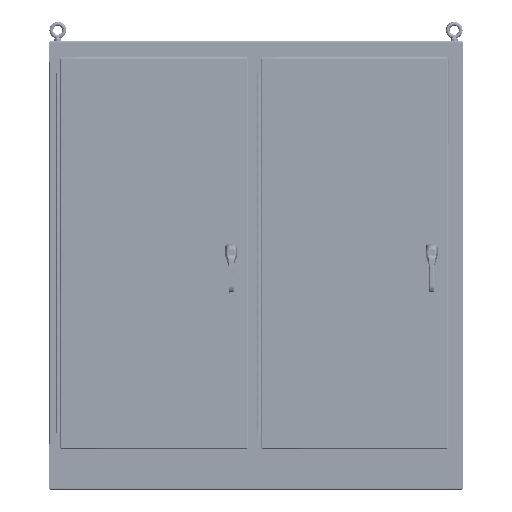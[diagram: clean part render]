
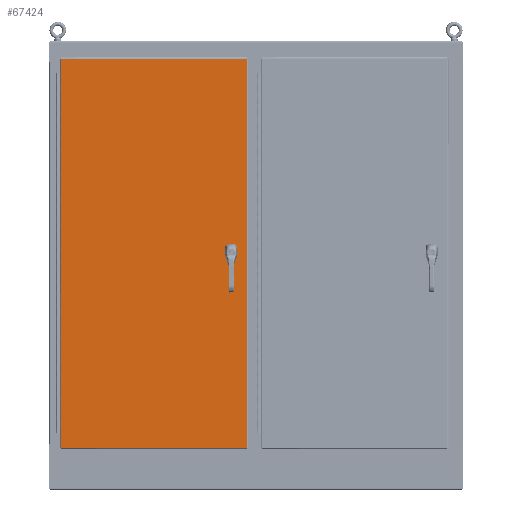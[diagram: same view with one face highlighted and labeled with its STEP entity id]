
A CAD part, top view. The second image highlights one B-rep face of the part: STEP entity #67424.
In plain terms, the highlighted planar face has unit normal (0, 0, 1).
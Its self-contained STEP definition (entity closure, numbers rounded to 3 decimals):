
#4762=FACE_BOUND($,#15407,.T.);
#4763=FACE_BOUND($,#15408,.T.);
#4764=FACE_BOUND($,#15409,.T.);
#4765=FACE_BOUND($,#15410,.T.);
#4766=FACE_BOUND($,#15411,.T.);
#6089=CIRCLE($,#72885,0.453);
#6091=CIRCLE($,#72889,0.453);
#6093=CIRCLE($,#72893,0.453);
#6095=CIRCLE($,#72897,0.453);
#6097=CIRCLE($,#72900,0.141);
#6099=CIRCLE($,#72903,0.141);
#6101=CIRCLE($,#72906,0.141);
#15407=EDGE_LOOP($,(#50909,#50910,#50911,#50912,#50913,#50914,#50915,#50916));
#15408=EDGE_LOOP($,(#50917));
#15409=EDGE_LOOP($,(#50918));
#15410=EDGE_LOOP($,(#50919));
#15411=EDGE_LOOP($,(#50920,#50921,#50922,#50923));
#20427=LINE($,#114788,#25504);
#20431=LINE($,#114800,#25508);
#20435=LINE($,#114812,#25512);
#20439=LINE($,#114824,#25516);
#20458=LINE($,#114892,#25535);
#20470=LINE($,#115006,#25547);
#20485=LINE($,#115126,#25562);
#20500=LINE($,#115245,#25577);
#25504=VECTOR($,#84910,0.427);
#25508=VECTOR($,#84922,0.427);
#25512=VECTOR($,#84934,0.427);
#25516=VECTOR($,#84946,0.427);
#25535=VECTOR($,#85001,62.563);
#25547=VECTOR($,#85025,29.813);
#25562=VECTOR($,#85054,62.563);
#25577=VECTOR($,#85083,29.813);
#30851=VERTEX_POINT($,#114785);
#30852=VERTEX_POINT($,#114787);
#30854=VERTEX_POINT($,#114793);
#30856=VERTEX_POINT($,#114799);
#30858=VERTEX_POINT($,#114805);
#30860=VERTEX_POINT($,#114811);
#30862=VERTEX_POINT($,#114817);
#30864=VERTEX_POINT($,#114823);
#30866=VERTEX_POINT($,#114832);
#30868=VERTEX_POINT($,#114837);
#30870=VERTEX_POINT($,#114842);
#30884=VERTEX_POINT($,#114880);
#30885=VERTEX_POINT($,#114891);
#30893=VERTEX_POINT($,#114995);
#30903=VERTEX_POINT($,#115115);
#37970=EDGE_CURVE($,#30852,#30851,#20427,.T.);
#37973=EDGE_CURVE($,#30854,#30852,#6089,.T.);
#37976=EDGE_CURVE($,#30856,#30854,#20431,.T.);
#37979=EDGE_CURVE($,#30858,#30856,#6091,.T.);
#37982=EDGE_CURVE($,#30860,#30858,#20435,.T.);
#37985=EDGE_CURVE($,#30862,#30860,#6093,.T.);
#37988=EDGE_CURVE($,#30864,#30862,#20439,.T.);
#37991=EDGE_CURVE($,#30851,#30864,#6095,.T.);
#37993=EDGE_CURVE($,#30866,#30866,#6097,.T.);
#37995=EDGE_CURVE($,#30868,#30868,#6099,.T.);
#37997=EDGE_CURVE($,#30870,#30870,#6101,.T.);
#38016=EDGE_CURVE($,#30885,#30884,#20458,.T.);
#38032=EDGE_CURVE($,#30884,#30893,#20470,.T.);
#38051=EDGE_CURVE($,#30893,#30903,#20485,.T.);
#38070=EDGE_CURVE($,#30903,#30885,#20500,.T.);
#50909=ORIENTED_EDGE($,*,*,#37970,.T.);
#50910=ORIENTED_EDGE($,*,*,#37991,.T.);
#50911=ORIENTED_EDGE($,*,*,#37988,.T.);
#50912=ORIENTED_EDGE($,*,*,#37985,.T.);
#50913=ORIENTED_EDGE($,*,*,#37982,.T.);
#50914=ORIENTED_EDGE($,*,*,#37979,.T.);
#50915=ORIENTED_EDGE($,*,*,#37976,.T.);
#50916=ORIENTED_EDGE($,*,*,#37973,.T.);
#50917=ORIENTED_EDGE($,*,*,#37993,.T.);
#50918=ORIENTED_EDGE($,*,*,#37995,.T.);
#50919=ORIENTED_EDGE($,*,*,#37997,.T.);
#50920=ORIENTED_EDGE($,*,*,#38016,.T.);
#50921=ORIENTED_EDGE($,*,*,#38032,.T.);
#50922=ORIENTED_EDGE($,*,*,#38051,.T.);
#50923=ORIENTED_EDGE($,*,*,#38070,.T.);
#65080=PLANE($,#72939);
#67424=ADVANCED_FACE($,(#4762,#4763,#4764,#4765,#4766),#65080,.T.);
#72885=AXIS2_PLACEMENT_3D($,#114794,#84916,#84917);
#72889=AXIS2_PLACEMENT_3D($,#114806,#84928,#84929);
#72893=AXIS2_PLACEMENT_3D($,#114818,#84940,#84941);
#72897=AXIS2_PLACEMENT_3D($,#114828,#84952,#84953);
#72900=AXIS2_PLACEMENT_3D($,#114833,#84958,#84959);
#72903=AXIS2_PLACEMENT_3D($,#114838,#84964,#84965);
#72906=AXIS2_PLACEMENT_3D($,#114843,#84970,#84971);
#72939=AXIS2_PLACEMENT_3D($,#115348,#85108,#85109);
#84910=DIRECTION($,(0.,1.,0.));
#84916=DIRECTION('center_axis',(0.,0.,-1.));
#84917=DIRECTION('ref_axis',(-0.882,-0.471,0.));
#84922=DIRECTION($,(-1.,0.,0.));
#84928=DIRECTION('center_axis',(0.,0.,-1.));
#84929=DIRECTION('ref_axis',(0.471,-0.882,0.));
#84934=DIRECTION($,(0.,-1.,0.));
#84940=DIRECTION('center_axis',(0.,0.,-1.));
#84941=DIRECTION('ref_axis',(0.882,0.471,0.));
#84946=DIRECTION($,(1.,0.,0.));
#84952=DIRECTION('center_axis',(0.,0.,-1.));
#84953=DIRECTION('ref_axis',(-0.471,0.882,0.));
#84958=DIRECTION('center_axis',(0.,0.,-1.));
#84959=DIRECTION('ref_axis',(-1.,0.,0.));
#84964=DIRECTION('center_axis',(0.,0.,-1.));
#84965=DIRECTION('ref_axis',(-1.,0.,0.));
#84970=DIRECTION('center_axis',(0.,0.,-1.));
#84971=DIRECTION('ref_axis',(-1.,0.,0.));
#85001=DIRECTION($,(0.,-1.,0.));
#85025=DIRECTION($,(1.,0.,0.));
#85054=DIRECTION($,(0.,1.,0.));
#85083=DIRECTION($,(-1.,0.,0.));
#85108=DIRECTION('center_axis',(0.,0.,1.));
#85109=DIRECTION('ref_axis',(1.,0.,0.));
#114785=CARTESIAN_POINT('',(27.101,31.714,0.125));
#114787=CARTESIAN_POINT('',(27.101,31.286,0.125));
#114788=CARTESIAN_POINT($,(27.101,31.607,0.125));
#114793=CARTESIAN_POINT('',(27.286,31.1,0.125));
#114794=CARTESIAN_POINT('Origin',(27.5,31.5,0.125));
#114799=CARTESIAN_POINT('',(27.714,31.101,0.125));
#114800=CARTESIAN_POINT($,(21.206,31.1,0.125));
#114805=CARTESIAN_POINT('',(27.9,31.286,0.125));
#114806=CARTESIAN_POINT('Origin',(27.5,31.5,0.125));
#114811=CARTESIAN_POINT('',(27.899,31.714,0.125));
#114812=CARTESIAN_POINT($,(27.9,31.393,0.125));
#114817=CARTESIAN_POINT('',(27.714,31.9,0.125));
#114818=CARTESIAN_POINT('Origin',(27.5,31.5,0.125));
#114823=CARTESIAN_POINT('',(27.286,31.899,0.125));
#114824=CARTESIAN_POINT($,(21.419,31.899,0.125));
#114828=CARTESIAN_POINT('Origin',(27.5,31.5,0.125));
#114832=CARTESIAN_POINT('',(27.641,32.385,0.125));
#114833=CARTESIAN_POINT('Origin',(27.5,32.385,0.125));
#114837=CARTESIAN_POINT('',(27.641,30.614,0.125));
#114838=CARTESIAN_POINT('Origin',(27.5,30.614,0.125));
#114842=CARTESIAN_POINT('',(27.641,30.122,0.125));
#114843=CARTESIAN_POINT('Origin',(27.5,30.122,0.125));
#114880=CARTESIAN_POINT('',(0.219,0.219,0.125));
#114891=CARTESIAN_POINT('',(0.219,62.781,0.125));
#114892=CARTESIAN_POINT($,(0.219,47.141,0.125));
#114995=CARTESIAN_POINT('',(30.031,0.219,0.125));
#115006=CARTESIAN_POINT($,(7.672,0.219,0.125));
#115115=CARTESIAN_POINT('',(30.031,62.781,0.125));
#115126=CARTESIAN_POINT($,(30.031,15.859,0.125));
#115245=CARTESIAN_POINT($,(22.578,62.781,0.125));
#115348=CARTESIAN_POINT('Origin',(15.125,31.5,0.125));
